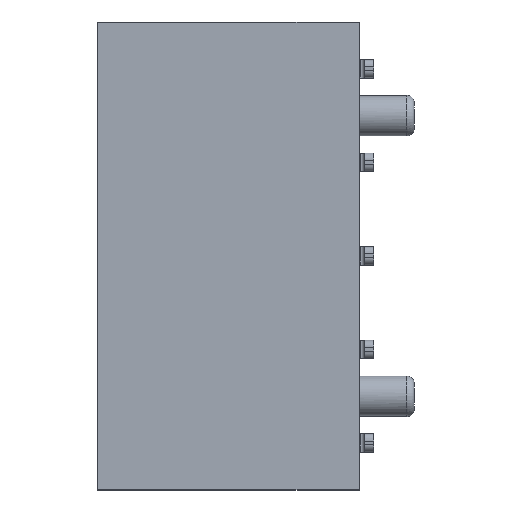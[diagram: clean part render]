
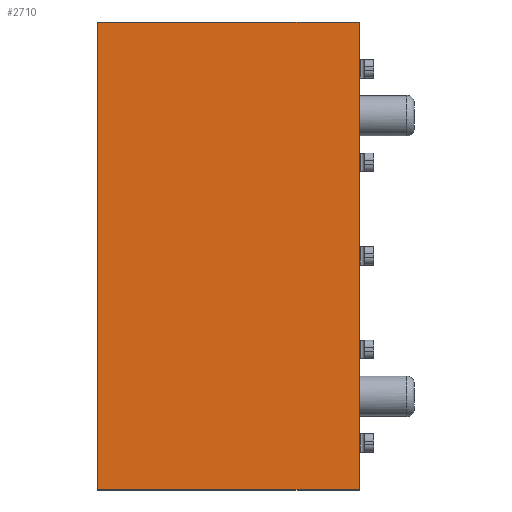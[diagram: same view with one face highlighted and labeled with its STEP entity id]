
A CAD part, top view. The second image highlights one B-rep face of the part: STEP entity #2710.
In plain terms, the highlighted planar face has unit normal (0, 0, 1).
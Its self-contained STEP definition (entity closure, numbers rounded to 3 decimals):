
#30=DIRECTION('',(1.,0.,0.));
#31=VECTOR('',#30,7.1);
#32=CARTESIAN_POINT('',(-7.1,0.,2.5));
#33=LINE('',#32,#31);
#197=DIRECTION('',(1.,0.,0.));
#198=VECTOR('',#197,7.1);
#199=CARTESIAN_POINT('',(-7.1,12.7,2.5));
#200=LINE('',#199,#198);
#221=DIRECTION('',(0.,1.,0.));
#222=VECTOR('',#221,12.7);
#223=CARTESIAN_POINT('',(0.,0.,2.5));
#224=LINE('',#223,#222);
#393=DIRECTION('',(0.,1.,0.));
#394=VECTOR('',#393,12.7);
#395=CARTESIAN_POINT('',(-7.1,0.,2.5));
#396=LINE('',#395,#394);
#1777=CARTESIAN_POINT('',(-7.1,0.,2.5));
#1778=CARTESIAN_POINT('',(0.,0.,2.5));
#1779=VERTEX_POINT('',#1777);
#1780=VERTEX_POINT('',#1778);
#1785=CARTESIAN_POINT('',(-7.1,12.7,2.5));
#1786=CARTESIAN_POINT('',(0.,12.7,2.5));
#1787=VERTEX_POINT('',#1785);
#1788=VERTEX_POINT('',#1786);
#2699=CARTESIAN_POINT('',(-7.1,0.,2.5));
#2700=DIRECTION('',(0.,0.,1.));
#2701=DIRECTION('',(1.,0.,0.));
#2702=AXIS2_PLACEMENT_3D('',#2699,#2700,#2701);
#2703=PLANE('',#2702);
#2704=ORIENTED_EDGE('',*,*,#2326,.F.);
#2705=ORIENTED_EDGE('',*,*,#2594,.T.);
#2706=ORIENTED_EDGE('',*,*,#2536,.T.);
#2707=ORIENTED_EDGE('',*,*,#2567,.F.);
#2708=EDGE_LOOP('',(#2704,#2705,#2706,#2707));
#2709=FACE_OUTER_BOUND('',#2708,.F.);
#2710=ADVANCED_FACE('',(#2709),#2703,.T.);
#2326=EDGE_CURVE('',#1779,#1780,#33,.T.);
#2536=EDGE_CURVE('',#1787,#1788,#200,.T.);
#2567=EDGE_CURVE('',#1780,#1788,#224,.T.);
#2594=EDGE_CURVE('',#1779,#1787,#396,.T.);
